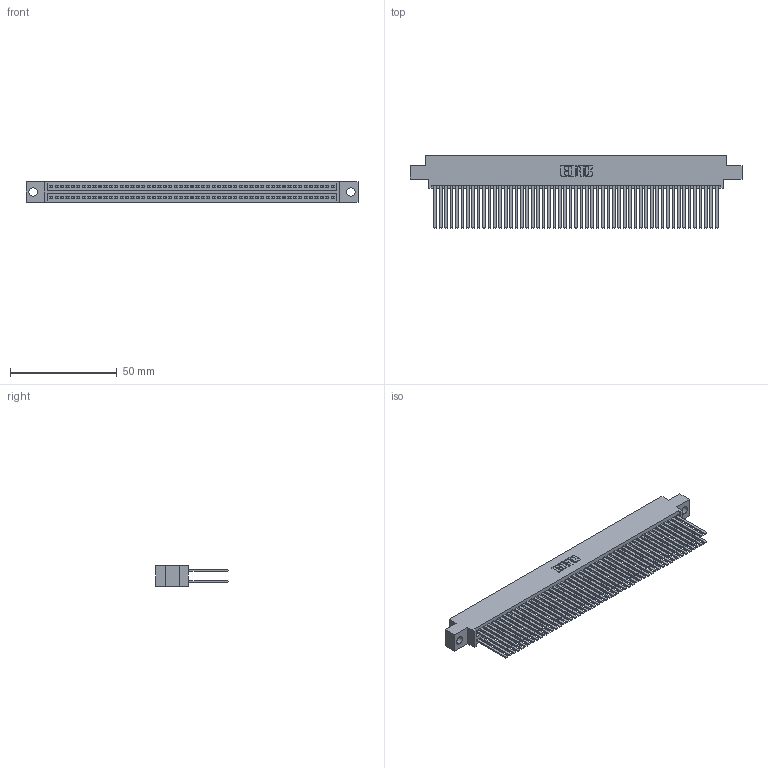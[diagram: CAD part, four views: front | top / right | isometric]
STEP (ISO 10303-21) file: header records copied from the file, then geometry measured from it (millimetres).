
FILE_DESCRIPTION (( 'STEP AP203' ), '1' );
FILE_NAME ('395-106-544-804.STEP', '2018-11-30T17:20:26', ( '' ), ( '' ), 'SwSTEP 2.0', 'SolidWorks 2016', '' );
FILE_SCHEMA (( 'CONFIG_CONTROL_DESIGN' ));
Length unit declared in the file: inch
Products named in the file (3): 345-292-001_345-293-144; 345 Part_0.170 Offset - 0.156 Dia-TH; 395-106-544-804
Assembly tree (107 placements, depth 2):
  395-106-544-804
    345 Part_0.170 Offset - 0.156 Dia-TH
    345-292-001_345-293-144  x106
Bounding box: 155.83 x 33.96 x 9.4 mm (x, y, z)
Volume: 16524.2 mm3; surface area: 28952.3 mm2
Topology: 107 solids, 107 shells, 4794 faces, 14239 edges, 9350 vertices
Faces by surface type: plane 3158, cylinder 1636
Entity records: 40055 total; most frequent: CARTESIAN_POINT 6704, ORIENTED_EDGE 6638, DIRECTION 5895, EDGE_CURVE 3319, LINE 2979, VECTOR 2979, VERTEX_POINT 2210, AXIS2_PLACEMENT_3D 1458
